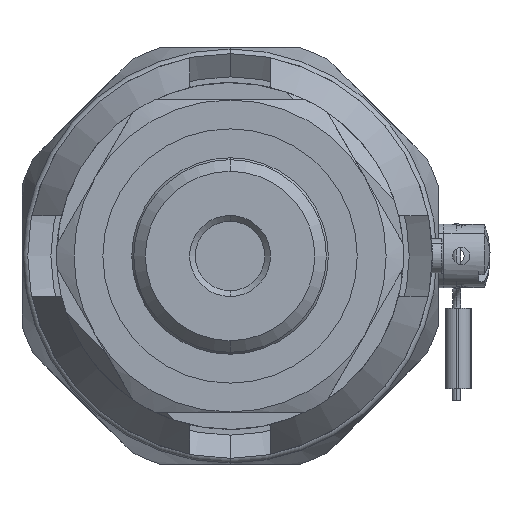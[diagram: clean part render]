
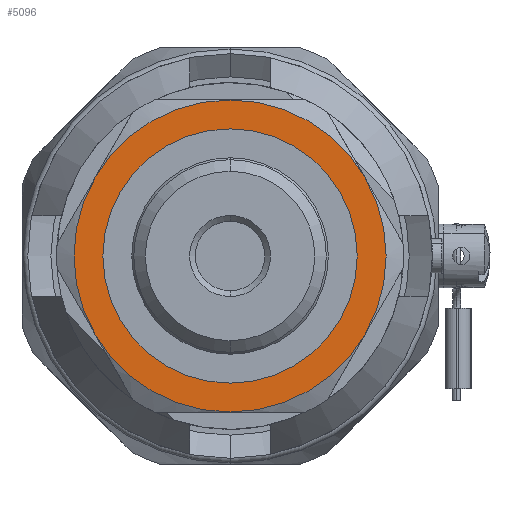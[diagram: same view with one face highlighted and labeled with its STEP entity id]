
A CAD part, front view. The second image highlights one B-rep face of the part: STEP entity #5096.
In plain terms, the highlighted planar face has unit normal (0, -1, 0).
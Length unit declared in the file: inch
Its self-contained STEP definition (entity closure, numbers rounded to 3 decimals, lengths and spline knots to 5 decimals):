
#20 = CARTESIAN_POINT ( 'NONE',  ( 0.46029, 0.55118, -0.26575 ) ) ;
#127 = DIRECTION ( 'NONE',  ( 0., 1., 0. ) ) ;
#155 = DIRECTION ( 'NONE',  ( 0., 0., 1. ) ) ;
#194 = AXIS2_PLACEMENT_3D ( 'NONE', #5811, #5436, #10484 ) ;
#214 = DIRECTION ( 'NONE',  ( 0., -1., 0. ) ) ;
#632 = EDGE_CURVE ( 'NONE', #11093, #10490, #10285, .T. ) ;
#674 = DIRECTION ( 'NONE',  ( 0., 0., 1. ) ) ;
#1748 = VERTEX_POINT ( 'NONE', #11126 ) ;
#1834 = VERTEX_POINT ( 'NONE', #7286 ) ;
#1993 = CIRCLE ( 'NONE', #2600, 0.5315 ) ;
#2008 = ORIENTED_EDGE ( 'NONE', *, *, #3696, .T. ) ;
#2600 = AXIS2_PLACEMENT_3D ( 'NONE', #9432, #10413, #11140 ) ;
#2721 = CARTESIAN_POINT ( 'NONE',  ( 0., 0.55118, 0.43307 ) ) ;
#2723 = DIRECTION ( 'NONE',  ( 0., 1., 0. ) ) ;
#2757 = CIRCLE ( 'NONE', #8536, 0.43307 ) ;
#2858 = CARTESIAN_POINT ( 'NONE',  ( 0., 0.55118, 0. ) ) ;
#2977 = EDGE_CURVE ( 'NONE', #1748, #10556, #3885, .T. ) ;
#3567 = AXIS2_PLACEMENT_3D ( 'NONE', #10185, #10524, #11739 ) ;
#3696 = EDGE_CURVE ( 'NONE', #10556, #1748, #2757, .T. ) ;
#3734 = CARTESIAN_POINT ( 'NONE',  ( 0., 0.55118, 0.5315 ) ) ;
#3885 = CIRCLE ( 'NONE', #9566, 0.43307 ) ;
#4100 = ORIENTED_EDGE ( 'NONE', *, *, #632, .F. ) ;
#4456 = EDGE_CURVE ( 'NONE', #10135, #1834, #5646, .T. ) ;
#4805 = CIRCLE ( 'NONE', #11294, 0.5315 ) ;
#4889 = ORIENTED_EDGE ( 'NONE', *, *, #11785, .F. ) ;
#5096 = ADVANCED_FACE ( 'NONE', ( #10432, #7063 ), #7535, .T. ) ;
#5135 = AXIS2_PLACEMENT_3D ( 'NONE', #6593, #214, #5208 ) ;
#5208 = DIRECTION ( 'NONE',  ( 0., 0., -1. ) ) ;
#5252 = EDGE_CURVE ( 'NONE', #5622, #10135, #1993, .T. ) ;
#5304 = CARTESIAN_POINT ( 'NONE',  ( 0., 0.55118, -0.5315 ) ) ;
#5436 = DIRECTION ( 'NONE',  ( 0., 1., 0. ) ) ;
#5622 = VERTEX_POINT ( 'NONE', #6097 ) ;
#5646 = CIRCLE ( 'NONE', #10241, 0.5315 ) ;
#5657 = VERTEX_POINT ( 'NONE', #20 ) ;
#5669 = AXIS2_PLACEMENT_3D ( 'NONE', #10971, #2723, #6583 ) ;
#5811 = CARTESIAN_POINT ( 'NONE',  ( 0., 0.55118, 0. ) ) ;
#5849 = ORIENTED_EDGE ( 'NONE', *, *, #11727, .F. ) ;
#6097 = CARTESIAN_POINT ( 'NONE',  ( -0.46029, 0.55118, 0.26575 ) ) ;
#6276 = DIRECTION ( 'NONE',  ( 0., 0., 1. ) ) ;
#6352 = ORIENTED_EDGE ( 'NONE', *, *, #5252, .F. ) ;
#6551 = EDGE_CURVE ( 'NONE', #10490, #5622, #10026, .T. ) ;
#6567 = ORIENTED_EDGE ( 'NONE', *, *, #4456, .F. ) ;
#6583 = DIRECTION ( 'NONE',  ( 0., 0., 1. ) ) ;
#6593 = CARTESIAN_POINT ( 'NONE',  ( -0.59055, 0.55118, 0. ) ) ;
#6669 = DIRECTION ( 'NONE',  ( 0., 1., 0. ) ) ;
#6721 = CIRCLE ( 'NONE', #5669, 0.5315 ) ;
#7063 = FACE_BOUND ( 'NONE', #8730, .T. ) ;
#7286 = CARTESIAN_POINT ( 'NONE',  ( 0.46029, 0.55118, 0.26575 ) ) ;
#7535 = PLANE ( 'NONE',  #5135 ) ;
#8042 = CARTESIAN_POINT ( 'NONE',  ( 0., 0.55118, 0. ) ) ;
#8255 = DIRECTION ( 'NONE',  ( 0., 0., 1. ) ) ;
#8536 = AXIS2_PLACEMENT_3D ( 'NONE', #8042, #127, #155 ) ;
#8545 = DIRECTION ( 'NONE',  ( 0., 1., 0. ) ) ;
#8730 = EDGE_LOOP ( 'NONE', ( #2008, #10589 ) ) ;
#9208 = DIRECTION ( 'NONE',  ( 0., 1., 0. ) ) ;
#9327 = ORIENTED_EDGE ( 'NONE', *, *, #6551, .F. ) ;
#9432 = CARTESIAN_POINT ( 'NONE',  ( 0., 0.55118, 0. ) ) ;
#9566 = AXIS2_PLACEMENT_3D ( 'NONE', #2858, #6669, #6276 ) ;
#9674 = CARTESIAN_POINT ( 'NONE',  ( -0.46029, 0.55118, -0.26575 ) ) ;
#10026 = CIRCLE ( 'NONE', #194, 0.5315 ) ;
#10135 = VERTEX_POINT ( 'NONE', #3734 ) ;
#10185 = CARTESIAN_POINT ( 'NONE',  ( 0., 0.55118, 0. ) ) ;
#10241 = AXIS2_PLACEMENT_3D ( 'NONE', #11963, #9208, #8255 ) ;
#10285 = CIRCLE ( 'NONE', #3567, 0.5315 ) ;
#10413 = DIRECTION ( 'NONE',  ( 0., 1., 0. ) ) ;
#10432 = FACE_OUTER_BOUND ( 'NONE', #11689, .T. ) ;
#10484 = DIRECTION ( 'NONE',  ( 0., 0., 1. ) ) ;
#10490 = VERTEX_POINT ( 'NONE', #9674 ) ;
#10524 = DIRECTION ( 'NONE',  ( 0., 1., 0. ) ) ;
#10556 = VERTEX_POINT ( 'NONE', #2721 ) ;
#10589 = ORIENTED_EDGE ( 'NONE', *, *, #2977, .T. ) ;
#10809 = CARTESIAN_POINT ( 'NONE',  ( 0., 0.55118, 0. ) ) ;
#10971 = CARTESIAN_POINT ( 'NONE',  ( 0., 0.55118, 0. ) ) ;
#11093 = VERTEX_POINT ( 'NONE', #5304 ) ;
#11126 = CARTESIAN_POINT ( 'NONE',  ( 0., 0.55118, -0.43307 ) ) ;
#11140 = DIRECTION ( 'NONE',  ( 0., 0., 1. ) ) ;
#11294 = AXIS2_PLACEMENT_3D ( 'NONE', #10809, #8545, #674 ) ;
#11689 = EDGE_LOOP ( 'NONE', ( #4100, #4889, #5849, #6567, #6352, #9327 ) ) ;
#11727 = EDGE_CURVE ( 'NONE', #1834, #5657, #4805, .T. ) ;
#11739 = DIRECTION ( 'NONE',  ( 0., 0., 1. ) ) ;
#11785 = EDGE_CURVE ( 'NONE', #5657, #11093, #6721, .T. ) ;
#11963 = CARTESIAN_POINT ( 'NONE',  ( 0., 0.55118, 0. ) ) ;
